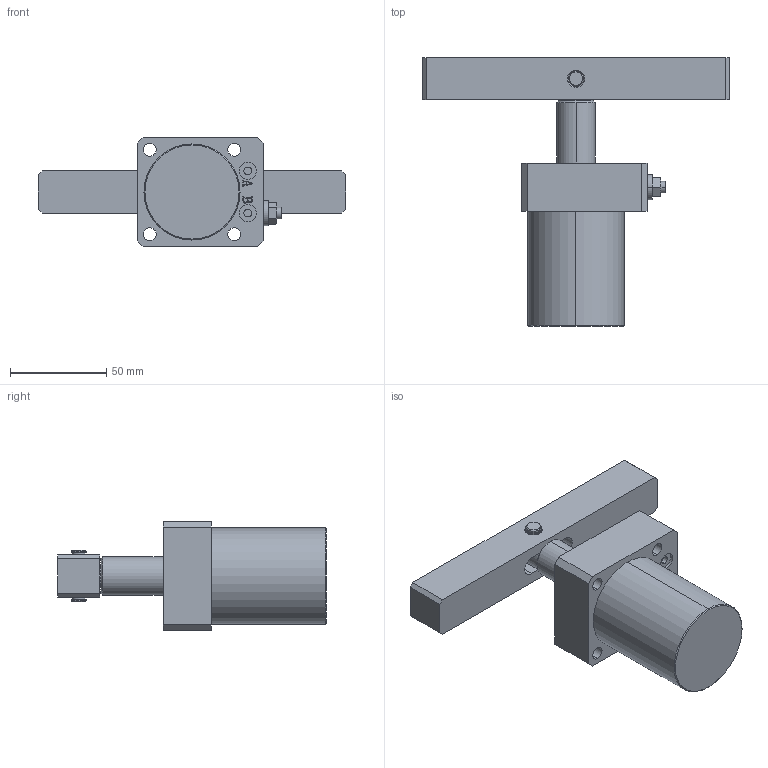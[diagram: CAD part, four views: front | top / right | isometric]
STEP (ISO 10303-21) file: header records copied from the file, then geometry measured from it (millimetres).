
FILE_DESCRIPTION (( 'STEP AP203' ), '1' );
FILE_NAME ('HSL-FAMT32D.STEP', '2019-10-06T08:14:37', ( '微软用户' ), ( '微软中国' ), 'SwSTEP 2.0', 'SolidWorks 2012', '' );
FILE_SCHEMA (( 'CONFIG_CONTROL_DESIGN' ));
Length unit declared in the file: millimetre
Products named in the file (6): HSL-FAMT32D; FCM-覃誹概; HSL-32D蛌褒詰揤旋杻秶; HSL-32D蛌褒詰嶺裝; HSL-FA32D蛌褒詰隅弇种; HSL-FAMT32掛极
Assembly tree (5 placements, depth 2):
  HSL-FAMT32D
    HSL-FAMT32掛极
    HSL-FA32D蛌褒詰隅弇种
    HSL-32D蛌褒詰嶺裝
    HSL-32D蛌褒詰揤旋杻秶
    FCM-覃誹概
Bounding box: 160 x 140 x 57 mm (x, y, z)
Volume: 266595.2 mm3; surface area: 57643.3 mm2
Topology: 5 solids, 5 shells, 201 faces, 473 edges, 308 vertices
Faces by surface type: plane 103, cylinder 62, cone 16, bspline 16, torus 4
Entity records: 7223 total; most frequent: CARTESIAN_POINT 1920, DIRECTION 967, ORIENTED_EDGE 946, EDGE_CURVE 473, AXIS2_PLACEMENT_3D 343, VERTEX_POINT 308, LINE 281, VECTOR 281
